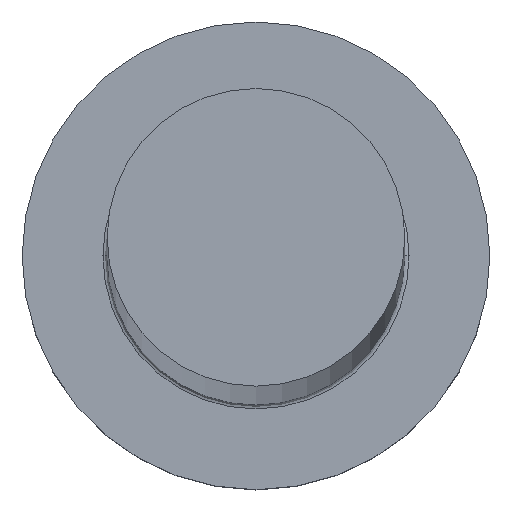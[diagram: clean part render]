
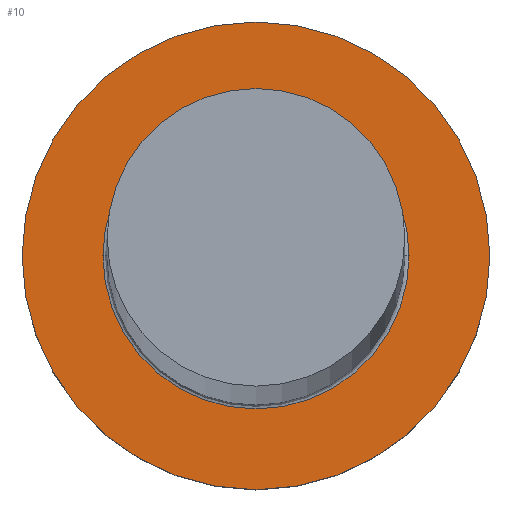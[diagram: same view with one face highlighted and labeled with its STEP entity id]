
A CAD part, top view. The second image highlights one B-rep face of the part: STEP entity #10.
In plain terms, the highlighted planar face has unit normal (0, 0, 1).
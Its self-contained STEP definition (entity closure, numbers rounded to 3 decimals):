
#10 = ADVANCED_FACE ( 'NONE', ( #83, #17 ), #275, .T. ) ;
#17 = FACE_OUTER_BOUND ( 'NONE', #33, .T. ) ;
#21 = CARTESIAN_POINT ( 'NONE',  ( 0., 0., 7. ) ) ;
#23 = CARTESIAN_POINT ( 'NONE',  ( -7.2, 0., 7. ) ) ;
#30 = CIRCLE ( 'NONE', #171, 7.2 ) ;
#33 = EDGE_LOOP ( 'NONE', ( #278, #229 ) ) ;
#39 = DIRECTION ( 'NONE',  ( 1., 0., 0. ) ) ;
#40 = CARTESIAN_POINT ( 'NONE',  ( -11., 0., 7. ) ) ;
#41 = CARTESIAN_POINT ( 'NONE',  ( 0., 0., 7. ) ) ;
#66 = EDGE_CURVE ( 'NONE', #146, #264, #125, .T. ) ;
#67 = CARTESIAN_POINT ( 'NONE',  ( 0., 0., 7. ) ) ;
#68 = AXIS2_PLACEMENT_3D ( 'NONE', #41, #191, #243 ) ;
#72 = CIRCLE ( 'NONE', #68, 7.2 ) ;
#83 = FACE_BOUND ( 'NONE', #274, .T. ) ;
#86 = DIRECTION ( 'NONE',  ( 1., 0., 0. ) ) ;
#90 = CIRCLE ( 'NONE', #159, 11. ) ;
#107 = EDGE_CURVE ( 'NONE', #231, #110, #30, .T. ) ;
#110 = VERTEX_POINT ( 'NONE', #162 ) ;
#120 = DIRECTION ( 'NONE',  ( 1., 0., 0. ) ) ;
#125 = CIRCLE ( 'NONE', #151, 11. ) ;
#144 = DIRECTION ( 'NONE',  ( 1., 0., 0. ) ) ;
#146 = VERTEX_POINT ( 'NONE', #40 ) ;
#147 = DIRECTION ( 'NONE',  ( 0., 0., 1. ) ) ;
#151 = AXIS2_PLACEMENT_3D ( 'NONE', #190, #281, #39 ) ;
#159 = AXIS2_PLACEMENT_3D ( 'NONE', #21, #147, #144 ) ;
#162 = CARTESIAN_POINT ( 'NONE',  ( 7.2, 0., 7. ) ) ;
#165 = EDGE_CURVE ( 'NONE', #110, #231, #72, .T. ) ;
#171 = AXIS2_PLACEMENT_3D ( 'NONE', #67, #212, #86 ) ;
#184 = AXIS2_PLACEMENT_3D ( 'NONE', #209, #276, #120 ) ;
#187 = ORIENTED_EDGE ( 'NONE', *, *, #165, .T. ) ;
#189 = CARTESIAN_POINT ( 'NONE',  ( 11., 0., 7. ) ) ;
#190 = CARTESIAN_POINT ( 'NONE',  ( 0., 0., 7. ) ) ;
#191 = DIRECTION ( 'NONE',  ( 0., 0., -1. ) ) ;
#204 = ORIENTED_EDGE ( 'NONE', *, *, #107, .T. ) ;
#209 = CARTESIAN_POINT ( 'NONE',  ( 0., 0., 7. ) ) ;
#212 = DIRECTION ( 'NONE',  ( 0., 0., -1. ) ) ;
#229 = ORIENTED_EDGE ( 'NONE', *, *, #245, .T. ) ;
#231 = VERTEX_POINT ( 'NONE', #23 ) ;
#243 = DIRECTION ( 'NONE',  ( 1., 0., 0. ) ) ;
#245 = EDGE_CURVE ( 'NONE', #264, #146, #90, .T. ) ;
#264 = VERTEX_POINT ( 'NONE', #189 ) ;
#274 = EDGE_LOOP ( 'NONE', ( #187, #204 ) ) ;
#275 = PLANE ( 'NONE',  #184 ) ;
#276 = DIRECTION ( 'NONE',  ( 0., 0., 1. ) ) ;
#278 = ORIENTED_EDGE ( 'NONE', *, *, #66, .T. ) ;
#281 = DIRECTION ( 'NONE',  ( 0., 0., 1. ) ) ;
